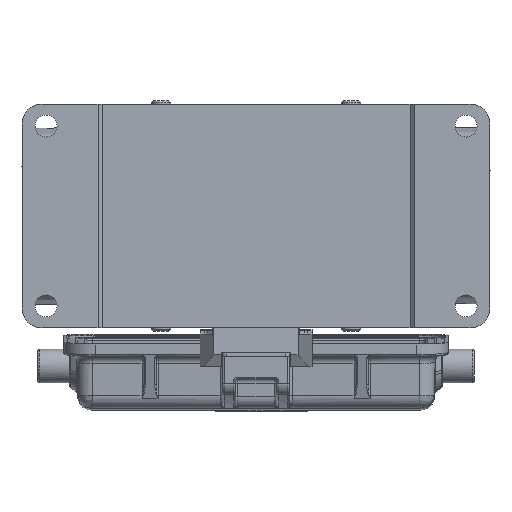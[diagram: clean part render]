
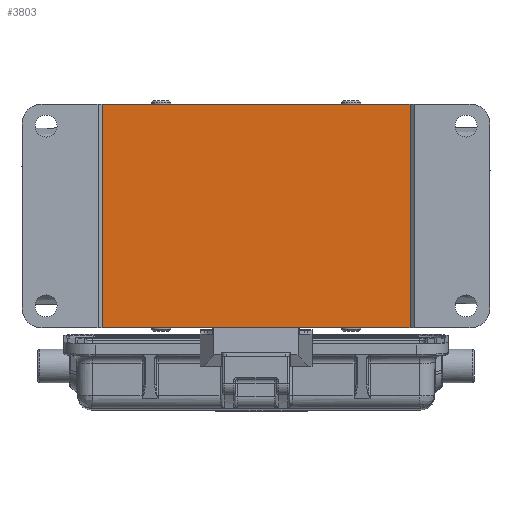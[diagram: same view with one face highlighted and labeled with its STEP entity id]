
A CAD part, front view. The second image highlights one B-rep face of the part: STEP entity #3803.
In plain terms, the highlighted planar face has unit normal (0, -1, 0).
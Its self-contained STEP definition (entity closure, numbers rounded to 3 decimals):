
#3803=ADVANCED_FACE('NONE',(#5317),#4290,.F.);
#4290=PLANE('',#20668);
#5317=FACE_OUTER_BOUND('',#6494,.T.);
#6494=EDGE_LOOP('',(#11426,#11427,#11428,#11429));
#11426=ORIENTED_EDGE('',*,*,#16754,.F.);
#11427=ORIENTED_EDGE('',*,*,#16791,.F.);
#11428=ORIENTED_EDGE('',*,*,#16744,.F.);
#11429=ORIENTED_EDGE('',*,*,#16751,.F.);
#14058=VERTEX_POINT('',#39471);
#14060=VERTEX_POINT('',#39475);
#14064=VERTEX_POINT('',#39488);
#14066=VERTEX_POINT('',#39494);
#16744=EDGE_CURVE('NONE',#14060,#14058,#18115,.T.);
#16751=EDGE_CURVE('NONE',#14064,#14060,#18121,.T.);
#16754=EDGE_CURVE('NONE',#14066,#14064,#18124,.T.);
#16791=EDGE_CURVE('NONE',#14058,#14066,#18135,.T.);
#18115=LINE('',#39476,#19174);
#18121=LINE('',#39489,#19180);
#18124=LINE('',#39495,#19183);
#18135=LINE('',#40037,#19194);
#19174=VECTOR('',#24238,1.);
#19180=VECTOR('',#24250,1.);
#19183=VECTOR('',#24255,1.);
#19194=VECTOR('',#24316,1.);
#20668=AXIS2_PLACEMENT_3D('',#40038,#24317,#24318);
#24238=DIRECTION('',(0.,0.,1.));
#24250=DIRECTION('',(-1.,0.,0.));
#24255=DIRECTION('',(0.,0.,-1.));
#24316=DIRECTION('',(1.,0.,0.));
#24317=DIRECTION('',(0.,1.,0.));
#24318=DIRECTION('',(0.,0.,1.));
#39471=CARTESIAN_POINT('',(-38.5,-23.,28.));
#39475=CARTESIAN_POINT('',(-38.5,-23.,-28.));
#39476=CARTESIAN_POINT('',(-38.5,-23.,33.6));
#39488=CARTESIAN_POINT('',(38.5,-23.,-28.));
#39489=CARTESIAN_POINT('',(38.5,-23.,-28.));
#39494=CARTESIAN_POINT('',(38.5,-23.,28.));
#39495=CARTESIAN_POINT('',(38.5,-23.,33.6));
#40037=CARTESIAN_POINT('',(-58.5,-23.,28.));
#40038=CARTESIAN_POINT('',(38.5,-23.,33.6));
